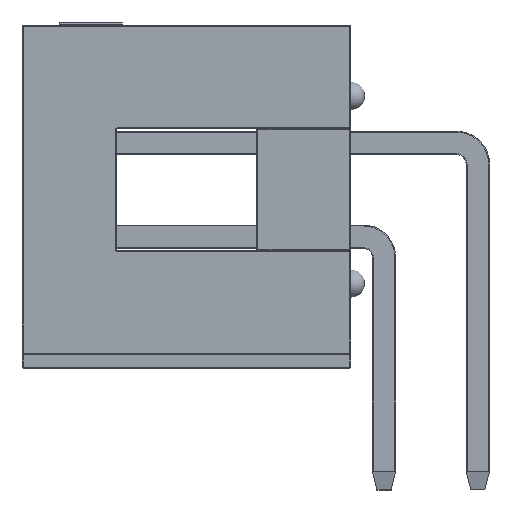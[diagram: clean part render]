
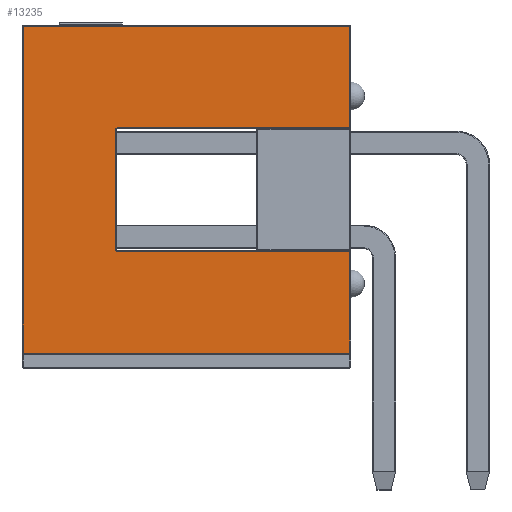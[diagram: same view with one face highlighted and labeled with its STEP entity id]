
A CAD part, front view. The second image highlights one B-rep face of the part: STEP entity #13235.
In plain terms, the highlighted face is planar.
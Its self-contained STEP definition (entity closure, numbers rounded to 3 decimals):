
#803=PLANE('',#14347);
#1484=FACE_OUTER_BOUND('',#2279,.T.);
#2279=EDGE_LOOP('',(#10580,#10581,#10582,#10583,#10584,#10585,#10586,#10587,
#10588,#10589));
#3004=CIRCLE('',#14166,0.051);
#3038=CIRCLE('',#14215,0.051);
#3253=LINE('',#19747,#4670);
#3256=LINE('',#19786,#4673);
#3261=LINE('',#19814,#4678);
#3266=LINE('',#19836,#4683);
#3272=LINE('',#19866,#4689);
#3275=LINE('',#19870,#4692);
#3279=LINE('',#19876,#4696);
#3320=LINE('',#19938,#4737);
#4670=VECTOR('',#15885,10.);
#4673=VECTOR('',#15930,10.);
#4678=VECTOR('',#15963,10.);
#4683=VECTOR('',#15990,10.);
#4689=VECTOR('',#16026,10.);
#4692=VECTOR('',#16031,10.);
#4696=VECTOR('',#16039,10.);
#4737=VECTOR('',#16122,10.);
#6235=VERTEX_POINT('',#19499);
#6267=VERTEX_POINT('',#19683);
#6268=VERTEX_POINT('',#19685);
#6289=VERTEX_POINT('',#19742);
#6301=VERTEX_POINT('',#19777);
#6302=VERTEX_POINT('',#19778);
#6313=VERTEX_POINT('',#19809);
#6317=VERTEX_POINT('',#19829);
#6323=VERTEX_POINT('',#19849);
#6327=VERTEX_POINT('',#19857);
#7597=EDGE_CURVE('',#6267,#6268,#3004,.T.);
#7627=EDGE_CURVE('',#6235,#6289,#3253,.T.);
#7641=EDGE_CURVE('',#6301,#6302,#3038,.T.);
#7645=EDGE_CURVE('',#6302,#6267,#3256,.T.);
#7659=EDGE_CURVE('',#6289,#6313,#3261,.T.);
#7670=EDGE_CURVE('',#6317,#6301,#3266,.T.);
#7685=EDGE_CURVE('',#6323,#6327,#3272,.T.);
#7688=EDGE_CURVE('',#6327,#6317,#3275,.T.);
#7692=EDGE_CURVE('',#6313,#6323,#3279,.T.);
#7733=EDGE_CURVE('',#6268,#6235,#3320,.T.);
#10580=ORIENTED_EDGE('',*,*,#7685,.F.);
#10581=ORIENTED_EDGE('',*,*,#7692,.F.);
#10582=ORIENTED_EDGE('',*,*,#7659,.F.);
#10583=ORIENTED_EDGE('',*,*,#7627,.F.);
#10584=ORIENTED_EDGE('',*,*,#7733,.F.);
#10585=ORIENTED_EDGE('',*,*,#7597,.F.);
#10586=ORIENTED_EDGE('',*,*,#7645,.F.);
#10587=ORIENTED_EDGE('',*,*,#7641,.F.);
#10588=ORIENTED_EDGE('',*,*,#7670,.F.);
#10589=ORIENTED_EDGE('',*,*,#7688,.F.);
#13235=ADVANCED_FACE('',(#1484),#803,.T.);
#14166=AXIS2_PLACEMENT_3D('',#19686,#15812,#15813);
#14215=AXIS2_PLACEMENT_3D('',#19779,#15920,#15921);
#14347=AXIS2_PLACEMENT_3D('',#20657,#16614,#16615);
#15812=DIRECTION('center_axis',(1.,0.,0.));
#15813=DIRECTION('ref_axis',(0.,-0.707,0.707));
#15885=DIRECTION('',(0.,-1.,0.));
#15920=DIRECTION('center_axis',(1.,0.,0.));
#15921=DIRECTION('ref_axis',(0.,0.707,0.707));
#15930=DIRECTION('',(0.,-1.,0.));
#15963=DIRECTION('',(0.,0.,1.));
#15990=DIRECTION('',(0.,0.,1.));
#16026=DIRECTION('',(0.,0.,-1.));
#16031=DIRECTION('',(0.,-1.,0.));
#16039=DIRECTION('',(0.,1.,0.));
#16122=DIRECTION('',(0.,0.,-1.));
#16614=DIRECTION('center_axis',(1.,0.,0.));
#16615=DIRECTION('ref_axis',(0.,1.,0.));
#19499=CARTESIAN_POINT('',(47.625,-1.676,0.025));
#19683=CARTESIAN_POINT('',(47.625,-1.626,6.375));
#19685=CARTESIAN_POINT('',(47.625,-1.676,6.325));
#19686=CARTESIAN_POINT('Origin',(47.625,-1.626,6.325));
#19742=CARTESIAN_POINT('',(47.625,-4.42,0.025));
#19747=CARTESIAN_POINT('',(47.625,-2.222,0.025));
#19777=CARTESIAN_POINT('',(47.625,1.676,6.325));
#19778=CARTESIAN_POINT('',(47.625,1.626,6.375));
#19779=CARTESIAN_POINT('Origin',(47.625,1.626,6.325));
#19786=CARTESIAN_POINT('',(47.625,-3.048,6.375));
#19809=CARTESIAN_POINT('',(47.625,-4.42,8.865));
#19814=CARTESIAN_POINT('',(47.625,-4.42,0.));
#19829=CARTESIAN_POINT('',(47.625,1.676,0.025));
#19836=CARTESIAN_POINT('',(47.625,1.676,3.175));
#19849=CARTESIAN_POINT('',(47.625,4.42,8.865));
#19857=CARTESIAN_POINT('',(47.625,4.42,0.025));
#19866=CARTESIAN_POINT('',(47.625,4.42,0.));
#19870=CARTESIAN_POINT('',(47.625,-2.222,0.025));
#19876=CARTESIAN_POINT('',(47.625,-2.222,8.865));
#19938=CARTESIAN_POINT('',(47.625,-1.676,0.));
#20657=CARTESIAN_POINT('Origin',(47.625,-4.445,0.));
